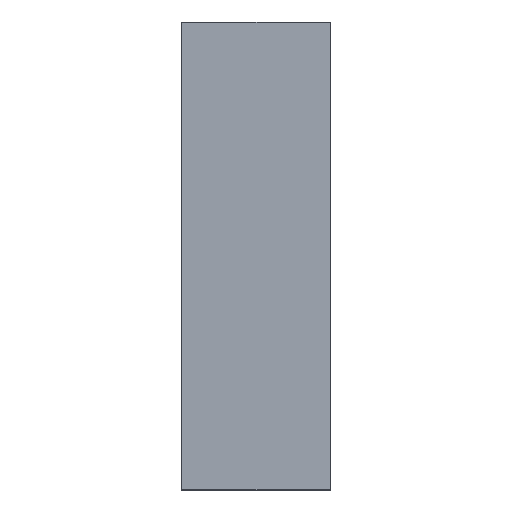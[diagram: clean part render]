
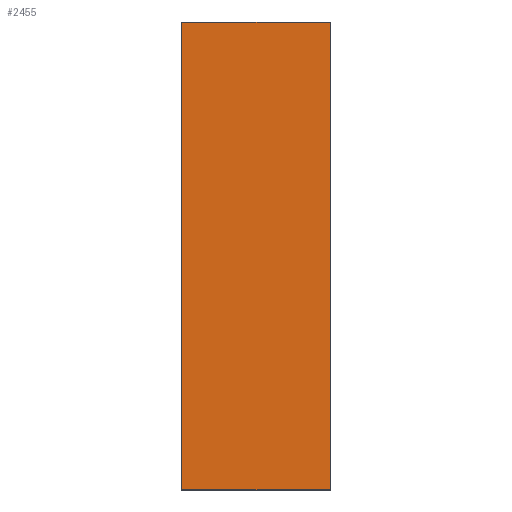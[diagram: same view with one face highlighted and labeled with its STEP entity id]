
A CAD part, left-side view. The second image highlights one B-rep face of the part: STEP entity #2455.
In plain terms, the highlighted planar face has unit normal (-1, 0, 0).
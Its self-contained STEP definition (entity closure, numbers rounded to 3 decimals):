
#10 = ORIENTED_EDGE ( 'NONE', *, *, #3976, .T. ) ;
#89 = ORIENTED_EDGE ( 'NONE', *, *, #5262, .F. ) ;
#134 = CARTESIAN_POINT ( 'NONE',  ( -2., 0., 1.18 ) ) ;
#379 = FACE_OUTER_BOUND ( 'NONE', #4830, .T. ) ;
#601 = EDGE_CURVE ( 'NONE', #2029, #5504, #3327, .T. ) ;
#888 = CARTESIAN_POINT ( 'NONE',  ( -2., 0.75, 1.18 ) ) ;
#916 = VECTOR ( 'NONE', #2526, 1000. ) ;
#1124 = DIRECTION ( 'NONE',  ( 0., -1., 0. ) ) ;
#1233 = LINE ( 'NONE', #2387, #5397 ) ;
#1423 = CARTESIAN_POINT ( 'NONE',  ( -2., 0., -1.18 ) ) ;
#1492 = VERTEX_POINT ( 'NONE', #888 ) ;
#1902 = VECTOR ( 'NONE', #2958, 1000. ) ;
#2029 = VERTEX_POINT ( 'NONE', #1423 ) ;
#2158 = AXIS2_PLACEMENT_3D ( 'NONE', #4069, #2195, #3138 ) ;
#2195 = DIRECTION ( 'NONE',  ( 1., 0., 0. ) ) ;
#2387 = CARTESIAN_POINT ( 'NONE',  ( -2., 0.75, 1.18 ) ) ;
#2455 = ADVANCED_FACE ( 'NONE', ( #379 ), #5087, .F. ) ;
#2526 = DIRECTION ( 'NONE',  ( 0., 0., 1. ) ) ;
#2623 = CARTESIAN_POINT ( 'NONE',  ( -2., 0.75, 1.18 ) ) ;
#2636 = EDGE_CURVE ( 'NONE', #1492, #5504, #4700, .T. ) ;
#2657 = ORIENTED_EDGE ( 'NONE', *, *, #601, .T. ) ;
#2958 = DIRECTION ( 'NONE',  ( 0., -1., 0. ) ) ;
#3066 = LINE ( 'NONE', #5898, #1902 ) ;
#3138 = DIRECTION ( 'NONE',  ( 0., 0., -1. ) ) ;
#3327 = LINE ( 'NONE', #5940, #916 ) ;
#3976 = EDGE_CURVE ( 'NONE', #4422, #2029, #3066, .T. ) ;
#4069 = CARTESIAN_POINT ( 'NONE',  ( -2., 0.75, 1.18 ) ) ;
#4422 = VERTEX_POINT ( 'NONE', #4512 ) ;
#4512 = CARTESIAN_POINT ( 'NONE',  ( -2., 0.75, -1.18 ) ) ;
#4700 = LINE ( 'NONE', #2623, #5783 ) ;
#4830 = EDGE_LOOP ( 'NONE', ( #2657, #5106, #89, #10 ) ) ;
#5087 = PLANE ( 'NONE',  #2158 ) ;
#5106 = ORIENTED_EDGE ( 'NONE', *, *, #2636, .F. ) ;
#5262 = EDGE_CURVE ( 'NONE', #4422, #1492, #1233, .T. ) ;
#5397 = VECTOR ( 'NONE', #5818, 1000. ) ;
#5504 = VERTEX_POINT ( 'NONE', #134 ) ;
#5783 = VECTOR ( 'NONE', #1124, 1000. ) ;
#5818 = DIRECTION ( 'NONE',  ( 0., 0., 1. ) ) ;
#5898 = CARTESIAN_POINT ( 'NONE',  ( -2., 0.75, -1.18 ) ) ;
#5940 = CARTESIAN_POINT ( 'NONE',  ( -2., 0., 1.18 ) ) ;
